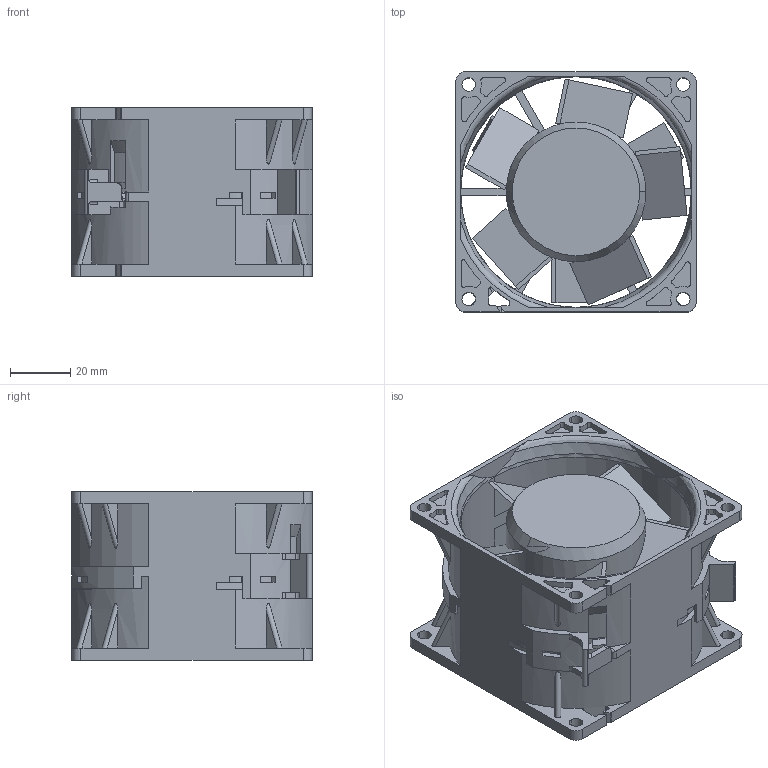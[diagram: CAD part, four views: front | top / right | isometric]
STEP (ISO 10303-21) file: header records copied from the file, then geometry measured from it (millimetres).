
FILE_DESCRIPTION((''),'2;1');
FILE_NAME('GFB0812ES-E_20220216','2022-02-16T',('YONGWEI.WU'),(''),'CREO PARAMETRIC BY PTC INC, 2018220','CREO PARAMETRIC BY PTC INC, 2018220','');
FILE_SCHEMA(('CONFIG_CONTROL_DESIGN'));
Length unit declared in the file: millimetre
Products named in the file (1): GFB0812ES-E_20220216
Bounding box: 80 x 80 x 56 mm (x, y, z)
Volume: 142598.5 mm3; surface area: 63908.7 mm2
Topology: 3 solids, 3 shells, 529 faces, 1551 edges, 1038 vertices
Faces by surface type: plane 287, cylinder 225, cone 8, torus 8, bspline 1
Entity records: 18717 total; most frequent: CARTESIAN_POINT 4177, ORIENTED_EDGE 3102, DIRECTION 3043, EDGE_CURVE 1551, AXIS2_PLACEMENT_3D 1073, VERTEX_POINT 1038, VECTOR 897, LINE 897
